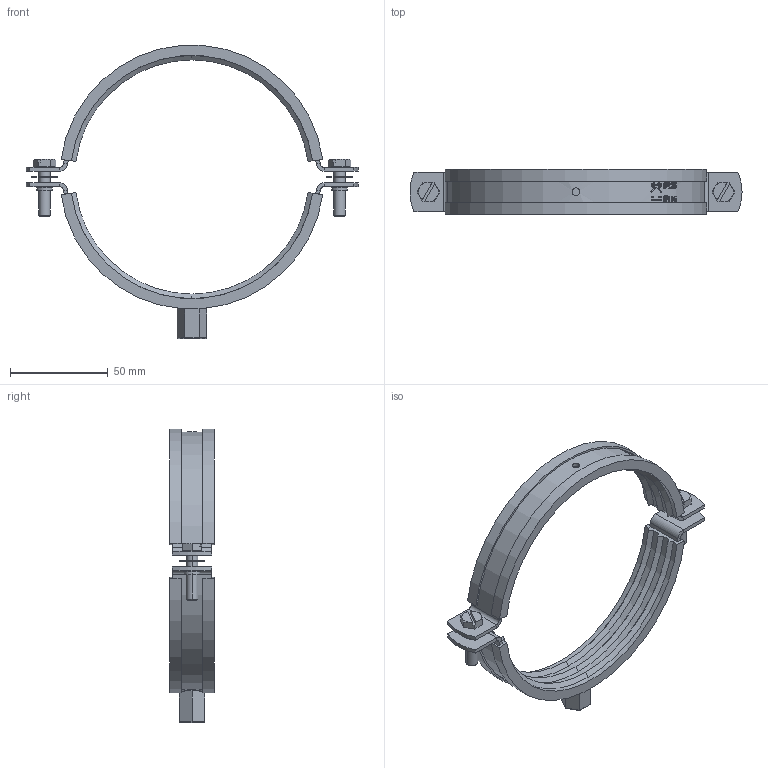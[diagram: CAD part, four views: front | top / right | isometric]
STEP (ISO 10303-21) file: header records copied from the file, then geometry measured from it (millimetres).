
FILE_DESCRIPTION (( 'STEP AP214' ), '1' );
FILE_NAME ('31179115.STEP', '2022-10-27T06:40:32', ( '' ), ( '' ), 'SwSTEP 2.0', 'SolidWorks 2021', '' );
FILE_SCHEMA (( 'AUTOMOTIVE_DESIGN' ));
Length unit declared in the file: millimetre
Products named in the file (8): 9442201841^31179115; 8020130125; 9519002599; 9541506025; Clamp^8110130125; 8110130125; 9735013060; 31179115
Assembly tree (10 placements, depth 3):
  31179115
    8110130125
      Clamp^8110130125
      9519002599
    8020130125
    9541506025  x2
    9735013060  x2
    9442201841^31179115  x2
Bounding box: 169.77 x 23 x 149.85 mm (x, y, z)
Volume: 48866.3 mm3; surface area: 56993.4 mm2
Topology: 9 solids, 9 shells, 528 faces, 1375 edges, 882 vertices
Faces by surface type: plane 174, bspline 168, cylinder 126, cone 48, torus 12
Entity records: 25226 total; most frequent: CARTESIAN_POINT 15231, ORIENTED_EDGE 2352, DIRECTION 1438, EDGE_CURVE 1176, VERTEX_POINT 753, B_SPLINE_CURVE_WITH_KNOTS 570, AXIS2_PLACEMENT_3D 548, EDGE_LOOP 481
